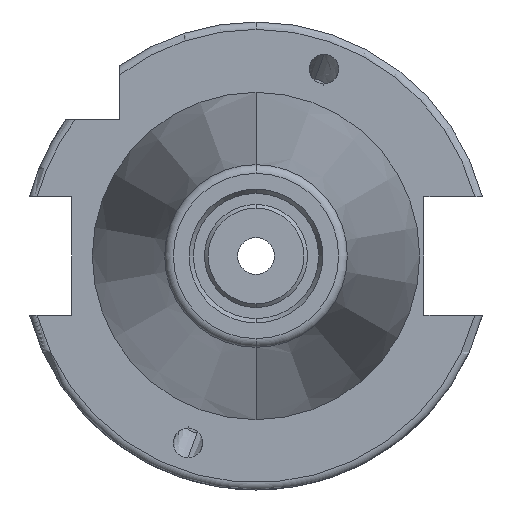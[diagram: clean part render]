
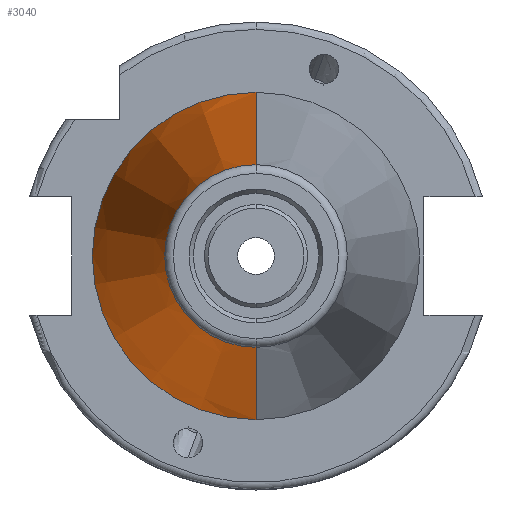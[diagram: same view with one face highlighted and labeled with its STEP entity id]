
A CAD part, left-side view. The second image highlights one B-rep face of the part: STEP entity #3040.
In plain terms, the highlighted conical face has half-angle 8.297 degrees and reference radius 22.225 mm.
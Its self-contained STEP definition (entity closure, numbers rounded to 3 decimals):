
#58 = FACE_OUTER_BOUND ( 'NONE', #2628, .T. ) ;
#145 = CARTESIAN_POINT ( 'NONE',  ( 0., 0., 0. ) ) ;
#169 = DIRECTION ( 'NONE',  ( 0., 1., 0. ) ) ;
#323 = AXIS2_PLACEMENT_3D ( 'NONE', #1108, #4639, #1594 ) ;
#657 = ORIENTED_EDGE ( 'NONE', *, *, #2443, .T. ) ;
#738 = VERTEX_POINT ( 'NONE', #3492 ) ;
#839 = EDGE_CURVE ( 'NONE', #738, #4574, #1424, .T. ) ;
#918 = ORIENTED_EDGE ( 'NONE', *, *, #6183, .F. ) ;
#1012 = CARTESIAN_POINT ( 'NONE',  ( 0., -22.225, 0. ) ) ;
#1108 = CARTESIAN_POINT ( 'NONE',  ( 0., 0., 0. ) ) ;
#1424 = LINE ( 'NONE', #1012, #5298 ) ;
#1558 = ORIENTED_EDGE ( 'NONE', *, *, #839, .T. ) ;
#1594 = DIRECTION ( 'NONE',  ( 0., -1., 0. ) ) ;
#1948 = DIRECTION ( 'NONE',  ( 0.99, 0.144, 0. ) ) ;
#1960 = VECTOR ( 'NONE', #1948, 1000. ) ;
#2005 = VERTEX_POINT ( 'NONE', #5920 ) ;
#2344 = CARTESIAN_POINT ( 'NONE',  ( -67.373, 0., 0. ) ) ;
#2392 = EDGE_CURVE ( 'NONE', #2446, #2005, #3477, .T. ) ;
#2425 = CONICAL_SURFACE ( 'NONE', #4464, 22.225, 0.145 ) ;
#2443 = EDGE_CURVE ( 'NONE', #4574, #2005, #4358, .T. ) ;
#2446 = VERTEX_POINT ( 'NONE', #3104 ) ;
#2472 = CARTESIAN_POINT ( 'NONE',  ( 0., 22.225, 0. ) ) ;
#2628 = EDGE_LOOP ( 'NONE', ( #918, #1558, #657, #3048 ) ) ;
#2843 = DIRECTION ( 'NONE',  ( 0., -1., 0. ) ) ;
#3040 = ADVANCED_FACE ( 'NONE', ( #58 ), #2425, .T. ) ;
#3048 = ORIENTED_EDGE ( 'NONE', *, *, #2392, .F. ) ;
#3104 = CARTESIAN_POINT ( 'NONE',  ( -67.373, 12.4, 0. ) ) ;
#3227 = CIRCLE ( 'NONE', #3615, 12.4 ) ;
#3477 = LINE ( 'NONE', #2472, #1960 ) ;
#3492 = CARTESIAN_POINT ( 'NONE',  ( -67.373, -12.4, 0. ) ) ;
#3615 = AXIS2_PLACEMENT_3D ( 'NONE', #2344, #5871, #2843 ) ;
#3648 = CARTESIAN_POINT ( 'NONE',  ( 0., -22.225, 0. ) ) ;
#3689 = DIRECTION ( 'NONE',  ( 1., 0., 0. ) ) ;
#4049 = DIRECTION ( 'NONE',  ( 0.99, -0.144, 0. ) ) ;
#4358 = CIRCLE ( 'NONE', #323, 22.225 ) ;
#4464 = AXIS2_PLACEMENT_3D ( 'NONE', #145, #3689, #169 ) ;
#4574 = VERTEX_POINT ( 'NONE', #3648 ) ;
#4639 = DIRECTION ( 'NONE',  ( -1., 0., 0. ) ) ;
#5298 = VECTOR ( 'NONE', #4049, 1000. ) ;
#5871 = DIRECTION ( 'NONE',  ( -1., 0., 0. ) ) ;
#5920 = CARTESIAN_POINT ( 'NONE',  ( 0., 22.225, 0. ) ) ;
#6183 = EDGE_CURVE ( 'NONE', #738, #2446, #3227, .T. ) ;
